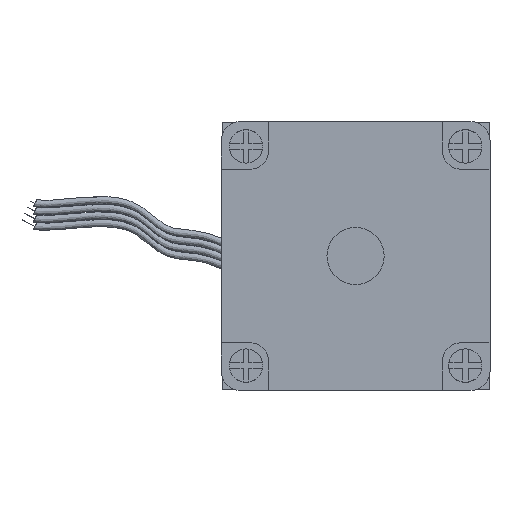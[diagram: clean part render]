
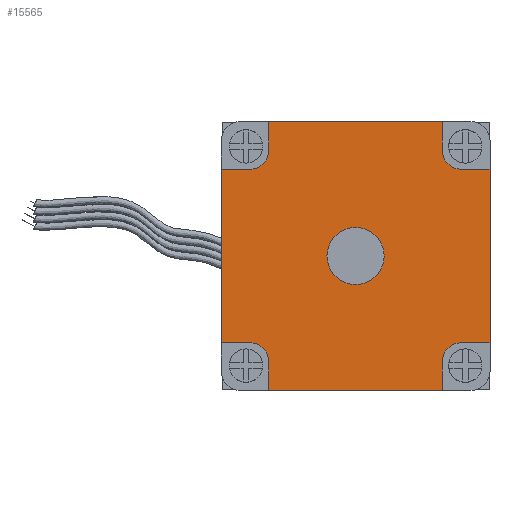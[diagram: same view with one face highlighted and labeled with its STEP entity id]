
A CAD part, front view. The second image highlights one B-rep face of the part: STEP entity #15565.
In plain terms, the highlighted planar face has unit normal (0, -1, 0).
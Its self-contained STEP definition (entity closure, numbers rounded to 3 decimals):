
#62 = DIRECTION ( 'NONE',  ( 0., 0., -1. ) ) ;
#145 = LINE ( 'NONE', #12690, #17415 ) ;
#367 = DIRECTION ( 'NONE',  ( 0., 0., 1. ) ) ;
#392 = CARTESIAN_POINT ( 'NONE',  ( 9.1, 0., 11.1 ) ) ;
#413 = EDGE_CURVE ( 'NONE', #16461, #5738, #3119, .T. ) ;
#543 = ORIENTED_EDGE ( 'NONE', *, *, #6671, .F. ) ;
#661 = EDGE_CURVE ( 'NONE', #14347, #8027, #1810, .T. ) ;
#712 = CIRCLE ( 'NONE', #1586, 2. ) ;
#790 = CARTESIAN_POINT ( 'NONE',  ( 0., 0., 3. ) ) ;
#914 = VERTEX_POINT ( 'NONE', #790 ) ;
#921 = DIRECTION ( 'NONE',  ( 1., 0., 0. ) ) ;
#958 = DIRECTION ( 'NONE',  ( 1., 0., 0. ) ) ;
#1284 = CIRCLE ( 'NONE', #13492, 2. ) ;
#1317 = FACE_OUTER_BOUND ( 'NONE', #10824, .T. ) ;
#1407 = DIRECTION ( 'NONE',  ( -1., 0., 0. ) ) ;
#1431 = CARTESIAN_POINT ( 'NONE',  ( -9.1, 0., -11.1 ) ) ;
#1586 = AXIS2_PLACEMENT_3D ( 'NONE', #17353, #8882, #16052 ) ;
#1656 = EDGE_CURVE ( 'NONE', #16076, #18009, #17429, .T. ) ;
#1675 = EDGE_CURVE ( 'NONE', #16776, #17261, #145, .T. ) ;
#1677 = EDGE_CURVE ( 'NONE', #9083, #5738, #4027, .T. ) ;
#1810 = LINE ( 'NONE', #7364, #13808 ) ;
#2426 = DIRECTION ( 'NONE',  ( 0., -1., 0. ) ) ;
#2432 = AXIS2_PLACEMENT_3D ( 'NONE', #11333, #12426, #62 ) ;
#2539 = VERTEX_POINT ( 'NONE', #6140 ) ;
#2626 = CARTESIAN_POINT ( 'NONE',  ( -14.1, 0., -14.1 ) ) ;
#2656 = CARTESIAN_POINT ( 'NONE',  ( -9.1, 0., -14.1 ) ) ;
#2761 = DIRECTION ( 'NONE',  ( 0., 1., 0. ) ) ;
#3119 = CIRCLE ( 'NONE', #13889, 2. ) ;
#3179 = VECTOR ( 'NONE', #16644, 1000. ) ;
#3197 = ORIENTED_EDGE ( 'NONE', *, *, #1656, .F. ) ;
#3291 = AXIS2_PLACEMENT_3D ( 'NONE', #7590, #6734, #17952 ) ;
#3679 = CIRCLE ( 'NONE', #13580, 3. ) ;
#3856 = VECTOR ( 'NONE', #13732, 1000. ) ;
#4016 = ORIENTED_EDGE ( 'NONE', *, *, #17348, .F. ) ;
#4027 = LINE ( 'NONE', #17980, #9561 ) ;
#4031 = DIRECTION ( 'NONE',  ( 1., 0., 0. ) ) ;
#4082 = CARTESIAN_POINT ( 'NONE',  ( 11.1, 0., 11.1 ) ) ;
#4172 = VECTOR ( 'NONE', #11108, 1000. ) ;
#4219 = CARTESIAN_POINT ( 'NONE',  ( 0., 0., 0. ) ) ;
#4625 = EDGE_CURVE ( 'NONE', #9088, #914, #3679, .T. ) ;
#4692 = CARTESIAN_POINT ( 'NONE',  ( -14.1, 0., 9.1 ) ) ;
#4849 = EDGE_CURVE ( 'NONE', #16076, #15192, #712, .T. ) ;
#4938 = CARTESIAN_POINT ( 'NONE',  ( -9.1, 0., -9.1 ) ) ;
#5275 = LINE ( 'NONE', #17406, #16482 ) ;
#5738 = VERTEX_POINT ( 'NONE', #392 ) ;
#6108 = ORIENTED_EDGE ( 'NONE', *, *, #17730, .F. ) ;
#6140 = CARTESIAN_POINT ( 'NONE',  ( 9.1, 0., -11.1 ) ) ;
#6256 = DIRECTION ( 'NONE',  ( 0., 1., 0. ) ) ;
#6376 = LINE ( 'NONE', #6552, #16972 ) ;
#6507 = CARTESIAN_POINT ( 'NONE',  ( 14.1, 0., -9.1 ) ) ;
#6552 = CARTESIAN_POINT ( 'NONE',  ( -14.1, 0., 14.1 ) ) ;
#6618 = ORIENTED_EDGE ( 'NONE', *, *, #4625, .F. ) ;
#6671 = EDGE_CURVE ( 'NONE', #11840, #8248, #15458, .T. ) ;
#6734 = DIRECTION ( 'NONE',  ( 0., 1., 0. ) ) ;
#6828 = ORIENTED_EDGE ( 'NONE', *, *, #17100, .F. ) ;
#6972 = EDGE_LOOP ( 'NONE', ( #6618, #6108 ) ) ;
#7364 = CARTESIAN_POINT ( 'NONE',  ( -9.1, 0., 9.1 ) ) ;
#7491 = VECTOR ( 'NONE', #1407, 1000. ) ;
#7529 = DIRECTION ( 'NONE',  ( 0., 0., 1. ) ) ;
#7590 = CARTESIAN_POINT ( 'NONE',  ( -11.1, 0., 11.1 ) ) ;
#7890 = DIRECTION ( 'NONE',  ( 0., 0., -1. ) ) ;
#7996 = DIRECTION ( 'NONE',  ( -1., 0., 0. ) ) ;
#8027 = VERTEX_POINT ( 'NONE', #4692 ) ;
#8097 = CARTESIAN_POINT ( 'NONE',  ( 9.1, 0., -14.1 ) ) ;
#8248 = VERTEX_POINT ( 'NONE', #6507 ) ;
#8415 = DIRECTION ( 'NONE',  ( 0., 0., -1. ) ) ;
#8744 = CARTESIAN_POINT ( 'NONE',  ( 14.1, 0., 9.1 ) ) ;
#8882 = DIRECTION ( 'NONE',  ( 0., 1., 0. ) ) ;
#9083 = VERTEX_POINT ( 'NONE', #11536 ) ;
#9088 = VERTEX_POINT ( 'NONE', #16751 ) ;
#9319 = EDGE_CURVE ( 'NONE', #17261, #14347, #10571, .T. ) ;
#9508 = FACE_BOUND ( 'NONE', #6972, .T. ) ;
#9553 = EDGE_CURVE ( 'NONE', #10186, #15192, #11294, .T. ) ;
#9559 = LINE ( 'NONE', #17849, #12021 ) ;
#9561 = VECTOR ( 'NONE', #8415, 1000. ) ;
#9590 = DIRECTION ( 'NONE',  ( 0., 0., -1. ) ) ;
#9676 = DIRECTION ( 'NONE',  ( 1., 0., 0. ) ) ;
#9840 = DIRECTION ( 'NONE',  ( 0., 1., 0. ) ) ;
#10161 = VERTEX_POINT ( 'NONE', #13224 ) ;
#10186 = VERTEX_POINT ( 'NONE', #2656 ) ;
#10210 = EDGE_CURVE ( 'NONE', #10161, #8248, #12587, .T. ) ;
#10571 = CIRCLE ( 'NONE', #3291, 2. ) ;
#10586 = CIRCLE ( 'NONE', #2432, 3. ) ;
#10664 = EDGE_CURVE ( 'NONE', #2539, #10161, #1284, .T. ) ;
#10748 = ORIENTED_EDGE ( 'NONE', *, *, #1675, .T. ) ;
#10804 = CARTESIAN_POINT ( 'NONE',  ( -11.1, 0., -9.1 ) ) ;
#10824 = EDGE_LOOP ( 'NONE', ( #543, #12279, #14388, #14176, #6828, #10748, #13330, #12804, #4016, #3197, #17955, #13513, #14697, #12285, #15333, #15602 ) ) ;
#11041 = CARTESIAN_POINT ( 'NONE',  ( -9.1, 0., 14.1 ) ) ;
#11108 = DIRECTION ( 'NONE',  ( 0., 0., 1. ) ) ;
#11294 = LINE ( 'NONE', #16849, #4172 ) ;
#11327 = PLANE ( 'NONE',  #12575 ) ;
#11333 = CARTESIAN_POINT ( 'NONE',  ( 0., 0., 0. ) ) ;
#11536 = CARTESIAN_POINT ( 'NONE',  ( 9.1, 0., 14.1 ) ) ;
#11567 = EDGE_CURVE ( 'NONE', #12186, #10186, #5275, .T. ) ;
#11840 = VERTEX_POINT ( 'NONE', #8744 ) ;
#12021 = VECTOR ( 'NONE', #12382, 1000. ) ;
#12161 = CARTESIAN_POINT ( 'NONE',  ( -11.1, 0., 9.1 ) ) ;
#12186 = VERTEX_POINT ( 'NONE', #8097 ) ;
#12279 = ORIENTED_EDGE ( 'NONE', *, *, #16522, .F. ) ;
#12285 = ORIENTED_EDGE ( 'NONE', *, *, #17156, .T. ) ;
#12293 = VECTOR ( 'NONE', #958, 1000. ) ;
#12329 = CARTESIAN_POINT ( 'NONE',  ( 9.1, 0., 9.1 ) ) ;
#12382 = DIRECTION ( 'NONE',  ( 0., 0., 1. ) ) ;
#12426 = DIRECTION ( 'NONE',  ( 0., -1., 0. ) ) ;
#12453 = CARTESIAN_POINT ( 'NONE',  ( 14.1, 0., -14.1 ) ) ;
#12496 = CARTESIAN_POINT ( 'NONE',  ( 9.1, 0., -9.1 ) ) ;
#12560 = CARTESIAN_POINT ( 'NONE',  ( -9.1, 0., 11.1 ) ) ;
#12575 = AXIS2_PLACEMENT_3D ( 'NONE', #4219, #2761, #4031 ) ;
#12587 = LINE ( 'NONE', #12496, #14952 ) ;
#12690 = CARTESIAN_POINT ( 'NONE',  ( -9.1, 0., 9.1 ) ) ;
#12804 = ORIENTED_EDGE ( 'NONE', *, *, #661, .T. ) ;
#13208 = DIRECTION ( 'NONE',  ( -1., 0., 0. ) ) ;
#13224 = CARTESIAN_POINT ( 'NONE',  ( 11.1, 0., -9.1 ) ) ;
#13330 = ORIENTED_EDGE ( 'NONE', *, *, #9319, .T. ) ;
#13410 = LINE ( 'NONE', #12329, #12293 ) ;
#13492 = AXIS2_PLACEMENT_3D ( 'NONE', #15895, #6256, #7529 ) ;
#13513 = ORIENTED_EDGE ( 'NONE', *, *, #9553, .F. ) ;
#13580 = AXIS2_PLACEMENT_3D ( 'NONE', #17643, #2426, #7890 ) ;
#13732 = DIRECTION ( 'NONE',  ( 0., 0., 1. ) ) ;
#13808 = VECTOR ( 'NONE', #7996, 1000. ) ;
#13889 = AXIS2_PLACEMENT_3D ( 'NONE', #4082, #9840, #367 ) ;
#14176 = ORIENTED_EDGE ( 'NONE', *, *, #1677, .F. ) ;
#14347 = VERTEX_POINT ( 'NONE', #12161 ) ;
#14388 = ORIENTED_EDGE ( 'NONE', *, *, #413, .T. ) ;
#14697 = ORIENTED_EDGE ( 'NONE', *, *, #11567, .F. ) ;
#14952 = VECTOR ( 'NONE', #9676, 1000. ) ;
#15109 = LINE ( 'NONE', #2626, #3856 ) ;
#15192 = VERTEX_POINT ( 'NONE', #1431 ) ;
#15222 = CARTESIAN_POINT ( 'NONE',  ( 11.1, 0., 9.1 ) ) ;
#15333 = ORIENTED_EDGE ( 'NONE', *, *, #10664, .T. ) ;
#15458 = LINE ( 'NONE', #12453, #3179 ) ;
#15565 = ADVANCED_FACE ( 'NONE', ( #9508, #1317 ), #11327, .F. ) ;
#15602 = ORIENTED_EDGE ( 'NONE', *, *, #10210, .T. ) ;
#15895 = CARTESIAN_POINT ( 'NONE',  ( 11.1, 0., -11.1 ) ) ;
#16052 = DIRECTION ( 'NONE',  ( 0., 0., 1. ) ) ;
#16076 = VERTEX_POINT ( 'NONE', #10804 ) ;
#16461 = VERTEX_POINT ( 'NONE', #15222 ) ;
#16482 = VECTOR ( 'NONE', #13208, 1000. ) ;
#16522 = EDGE_CURVE ( 'NONE', #16461, #11840, #13410, .T. ) ;
#16644 = DIRECTION ( 'NONE',  ( 0., 0., -1. ) ) ;
#16751 = CARTESIAN_POINT ( 'NONE',  ( 0., 0., -3. ) ) ;
#16765 = CARTESIAN_POINT ( 'NONE',  ( -14.1, 0., -9.1 ) ) ;
#16776 = VERTEX_POINT ( 'NONE', #11041 ) ;
#16849 = CARTESIAN_POINT ( 'NONE',  ( -9.1, 0., -9.1 ) ) ;
#16972 = VECTOR ( 'NONE', #921, 1000. ) ;
#17100 = EDGE_CURVE ( 'NONE', #16776, #9083, #6376, .T. ) ;
#17156 = EDGE_CURVE ( 'NONE', #12186, #2539, #9559, .T. ) ;
#17261 = VERTEX_POINT ( 'NONE', #12560 ) ;
#17348 = EDGE_CURVE ( 'NONE', #18009, #8027, #15109, .T. ) ;
#17353 = CARTESIAN_POINT ( 'NONE',  ( -11.1, 0., -11.1 ) ) ;
#17406 = CARTESIAN_POINT ( 'NONE',  ( -14.1, 0., -14.1 ) ) ;
#17415 = VECTOR ( 'NONE', #9590, 1000. ) ;
#17429 = LINE ( 'NONE', #4938, #7491 ) ;
#17643 = CARTESIAN_POINT ( 'NONE',  ( 0., 0., 0. ) ) ;
#17730 = EDGE_CURVE ( 'NONE', #914, #9088, #10586, .T. ) ;
#17849 = CARTESIAN_POINT ( 'NONE',  ( 9.1, 0., -9.1 ) ) ;
#17952 = DIRECTION ( 'NONE',  ( 0., 0., 1. ) ) ;
#17955 = ORIENTED_EDGE ( 'NONE', *, *, #4849, .T. ) ;
#17980 = CARTESIAN_POINT ( 'NONE',  ( 9.1, 0., 9.1 ) ) ;
#18009 = VERTEX_POINT ( 'NONE', #16765 ) ;
